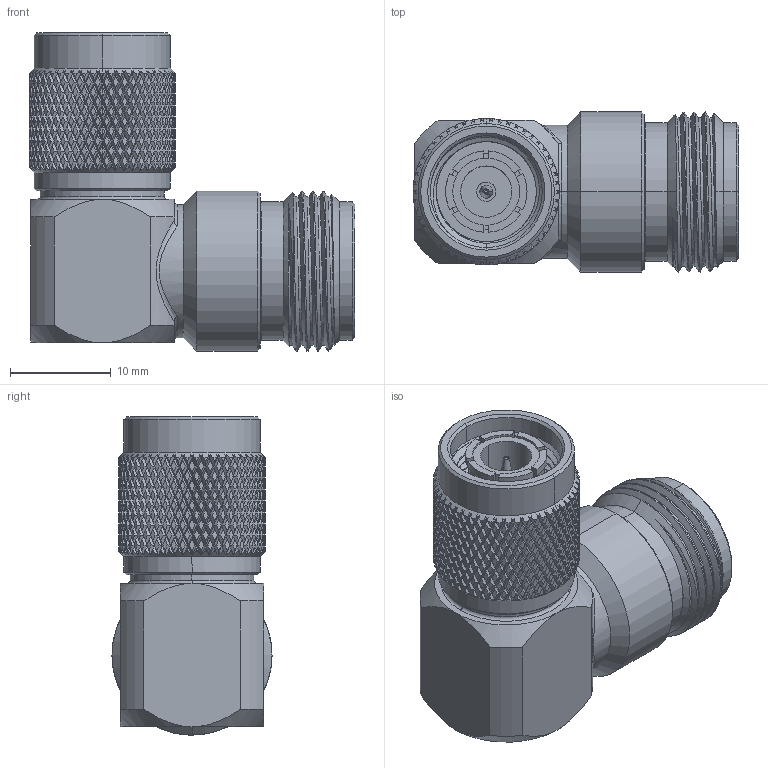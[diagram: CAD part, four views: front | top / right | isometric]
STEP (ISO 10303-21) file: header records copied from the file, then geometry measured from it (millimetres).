
FILE_DESCRIPTION (( 'STEP AP203' ), '1' );
FILE_NAME ('SM4141.step', '2018-06-22T16:37:03', ( '' ), ( '' ), 'SwSTEP 2.0', 'SolidWorks 2017', '' );
FILE_SCHEMA (( 'CONFIG_CONTROL_DESIGN' ));
Length unit declared in the file: inch
Products named in the file (1): SM4141
Bounding box: 32.3 x 15.88 x 31.56 mm (x, y, z)
Volume: 7242.2 mm3; surface area: 4329.4 mm2
Topology: 1 solids, 1 shells, 2964 faces, 6282 edges, 3333 vertices
Faces by surface type: bspline 2210, cylinder 642, plane 58, cone 47, torus 7
Entity records: 132190 total; most frequent: CARTESIAN_POINT 93771, ORIENTED_EDGE 12564, EDGE_CURVE 6282, VERTEX_POINT 3333, EDGE_LOOP 2977, ADVANCED_FACE 2964, FACE_OUTER_BOUND 2964, B_SPLINE_CURVE_WITH_KNOTS 2696
